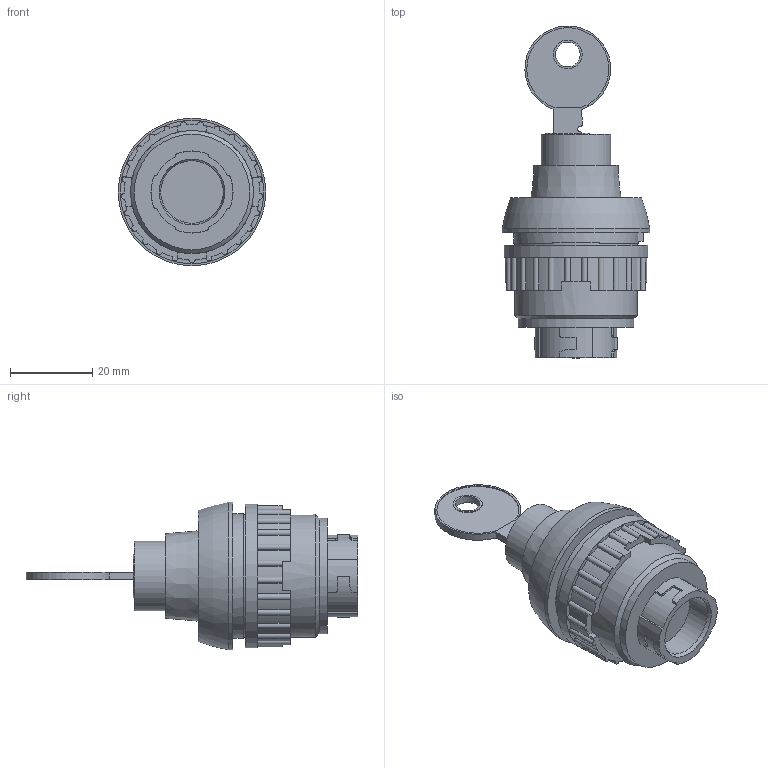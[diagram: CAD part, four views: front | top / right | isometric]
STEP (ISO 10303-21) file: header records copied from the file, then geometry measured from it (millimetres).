
FILE_DESCRIPTION(/* description */ ('STEP AP214'),/* implementation_level */ '2;1');
FILE_NAME(/* name */ '9304_Q-30',/* time_stamp */ '2024-09-14T01:15:34+02:00',/* author */ ('License CC BY-ND 4.0'),/* organization */ ('CADENAS'),/* preprocessor_version */ 'ST-DEVELOPER v19.3',/* originating_system */ 'PARTsolutions',/* authorisation */ ' ');
FILE_SCHEMA (('AUTOMOTIVE_DESIGN {1 0 10303 214 3 1 1}'));
Length unit declared in the file: millimetre
Products named in the file (1): 9304 Q-30
Bounding box: 36 x 80.94 x 36 mm (x, y, z)
Volume: 32083.5 mm3; surface area: 8395.1 mm2
Topology: 1 solids, 1 shells, 159 faces, 422 edges, 280 vertices
Faces by surface type: cylinder 78, plane 74, cone 5, torus 1, sphere 1
Full cylindrical faces by diameter (mm): 6 x1, 7 x2, 15.272 x1, 17 x1, 28.16 x1, 30 x2, 30.3 x1, 35 x1, 36 x1
Entity records: 6060 total; most frequent: DIRECTION 913, CARTESIAN_POINT 863, ORIENTED_EDGE 804, EDGE_CURVE 402, AXIS2_PLACEMENT_3D 359, VERTEX_POINT 277, LINE 195, VECTOR 195
